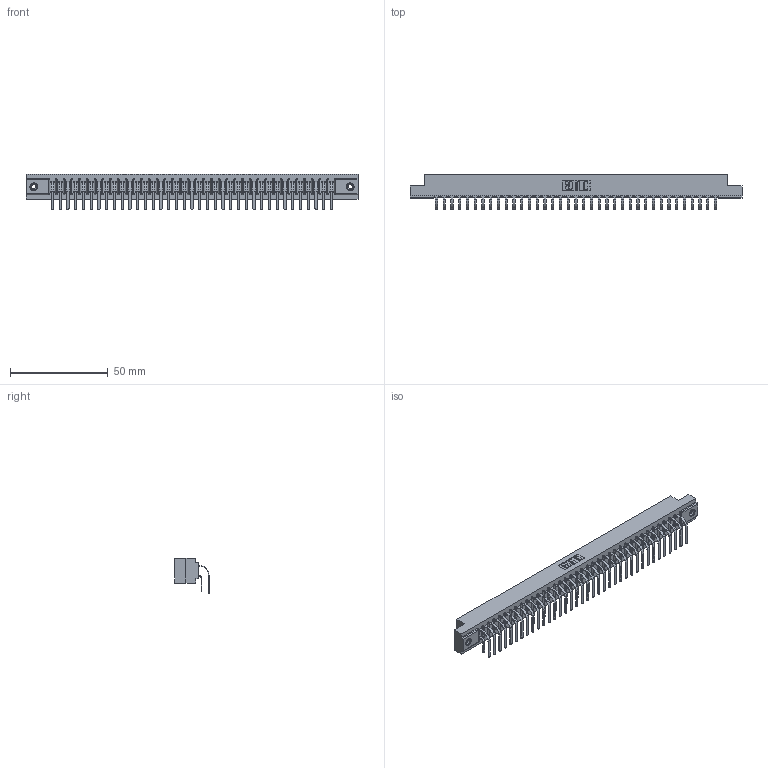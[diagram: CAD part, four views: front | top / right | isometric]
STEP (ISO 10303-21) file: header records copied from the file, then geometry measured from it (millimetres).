
FILE_DESCRIPTION (( 'STEP AP203' ), '1' );
FILE_NAME ('307-074-459-208.STEP', '2022-07-07T19:00:01', ( '' ), ( '' ), 'SwSTEP 2.0', 'SolidWorks 2020', '' );
FILE_SCHEMA (( 'CONFIG_CONTROL_DESIGN' ));
Length unit declared in the file: inch
Products named in the file (5): 307 Part_.156 Dia Mounting Holes; 307-074-459-208; 345-250-001_345-250-003-102; 307-290-001_558 559 - 1 (Single); 307-290-001_559 - 2 (Single)
Assembly tree (77 placements, depth 2):
  307-074-459-208
    307 Part_.156 Dia Mounting Holes
    307-290-001_558 559 - 1 (Single)  x37
    307-290-001_559 - 2 (Single)  x37
    345-250-001_345-250-003-102  x2
Bounding box: 169.62 x 17.51 x 18.07 mm (x, y, z)
Volume: 18273.6 mm3; surface area: 23864.1 mm2
Topology: 77 solids, 77 shells, 3916 faces, 10967 edges, 7102 vertices
Faces by surface type: plane 2544, cylinder 1280, sphere 76, cone 12, torus 4
Entity records: 36152 total; most frequent: CARTESIAN_POINT 5902, ORIENTED_EDGE 5842, DIRECTION 5791, EDGE_CURVE 2921, VECTOR 2237, LINE 2237, VERTEX_POINT 1888, AXIS2_PLACEMENT_3D 1777
